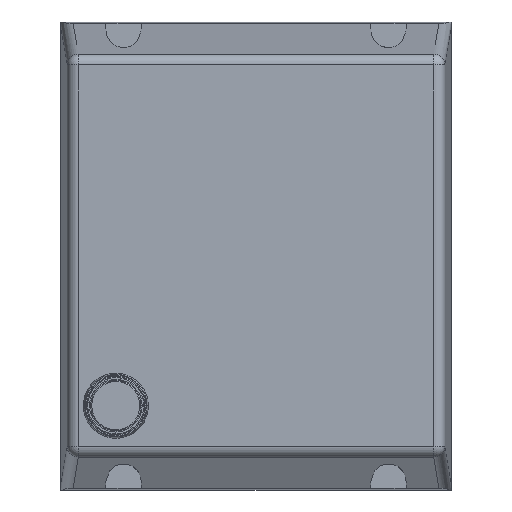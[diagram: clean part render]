
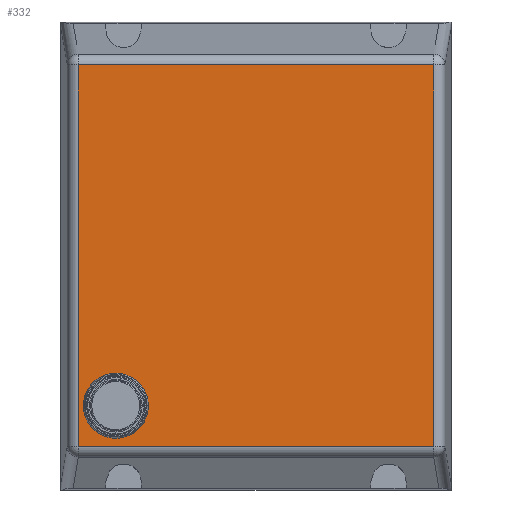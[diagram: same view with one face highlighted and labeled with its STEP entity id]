
A CAD part, top view. The second image highlights one B-rep face of the part: STEP entity #332.
In plain terms, the highlighted planar face has unit normal (0, 0, 1).
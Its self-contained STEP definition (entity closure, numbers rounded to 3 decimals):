
#293=CARTESIAN_POINT('',(-1.,-90.423,151.5));
#294=DIRECTION('',(0.0,0.0,1.0));
#295=DIRECTION('',(1.0,0.0,0.0));
#296=AXIS2_PLACEMENT_3D('',#293,#294,#295);
#297=PLANE('',#296);
#298=CARTESIAN_POINT('',(168.029,86.374,151.5));
#299=VERTEX_POINT('',#298);
#300=CARTESIAN_POINT('',(168.029,-86.374,151.5));
#301=VERTEX_POINT('',#300);
#302=CARTESIAN_POINT('',(168.029,86.374,151.5));
#303=DIRECTION('',(0.0,-1.0,0.0));
#304=VECTOR('',#303,172.747);
#305=LINE('',#302,#304);
#306=EDGE_CURVE('',#299,#301,#305,.T.);
#307=ORIENTED_EDGE('',*,*,#306,.F.);
#308=CARTESIAN_POINT('',(6.971,86.374,151.5));
#309=VERTEX_POINT('',#308);
#310=CARTESIAN_POINT('',(6.971,86.374,151.5));
#311=DIRECTION('',(1.0,0.0,0.0));
#312=VECTOR('',#311,161.057);
#313=LINE('',#310,#312);
#314=EDGE_CURVE('',#309,#299,#313,.T.);
#315=ORIENTED_EDGE('',*,*,#314,.F.);
#316=CARTESIAN_POINT('',(6.971,-86.374,151.5));
#317=VERTEX_POINT('',#316);
#318=CARTESIAN_POINT('',(6.971,-86.374,151.5));
#319=DIRECTION('',(0.0,1.0,0.0));
#320=VECTOR('',#319,172.747);
#321=LINE('',#318,#320);
#322=EDGE_CURVE('',#317,#309,#321,.T.);
#323=ORIENTED_EDGE('',*,*,#322,.F.);
#324=CARTESIAN_POINT('',(168.029,-86.374,151.5));
#325=DIRECTION('',(-1.0,0.0,0.0));
#326=VECTOR('',#325,161.057);
#327=LINE('',#324,#326);
#328=EDGE_CURVE('',#301,#317,#327,.T.);
#329=ORIENTED_EDGE('',*,*,#328,.F.);
#330=EDGE_LOOP('',(#307,#315,#323,#329));
#331=FACE_OUTER_BOUND('',#330,.T.);
#332=ADVANCED_FACE('',(#331),#297,.T.);
